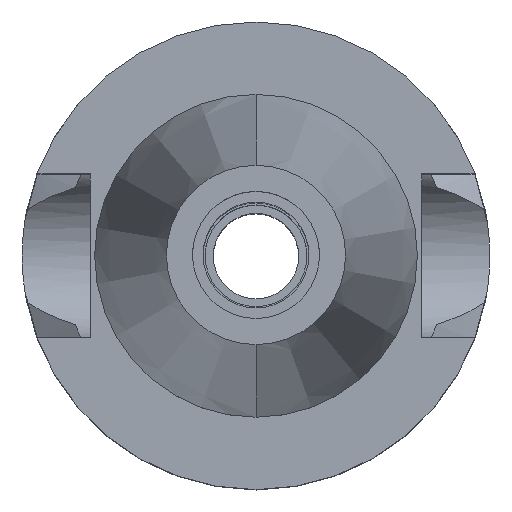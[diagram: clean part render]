
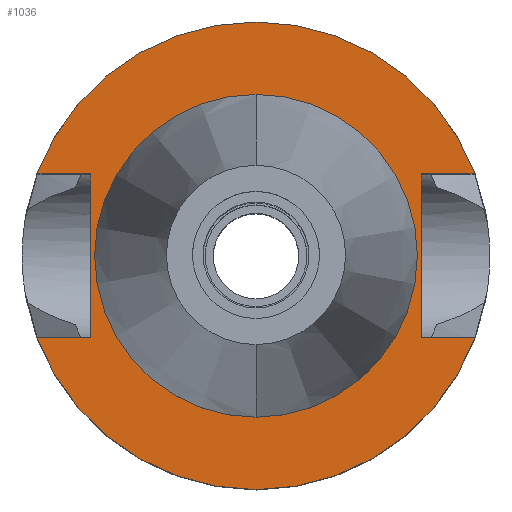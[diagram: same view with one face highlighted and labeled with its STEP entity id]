
A CAD part, top view. The second image highlights one B-rep face of the part: STEP entity #1036.
In plain terms, the highlighted planar face has unit normal (0, 0, 1).
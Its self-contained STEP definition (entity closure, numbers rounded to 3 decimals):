
#25 = CARTESIAN_POINT ( 'NONE',  ( 21.545, -8.05, -1. ) ) ;
#30 = LINE ( 'NONE', #1666, #2120 ) ;
#71 = CARTESIAN_POINT ( 'NONE',  ( 0., 0., -1. ) ) ;
#72 = EDGE_CURVE ( 'NONE', #751, #3018, #2436, .T. ) ;
#104 = VECTOR ( 'NONE', #1408, 1000. ) ;
#146 = CARTESIAN_POINT ( 'NONE',  ( -21.545, 8.05, -1. ) ) ;
#189 = CARTESIAN_POINT ( 'NONE',  ( 21.545, 8.05, -1. ) ) ;
#218 = EDGE_CURVE ( 'NONE', #2838, #255, #2495, .T. ) ;
#240 = VECTOR ( 'NONE', #1308, 1000. ) ;
#255 = VERTEX_POINT ( 'NONE', #1357 ) ;
#269 = EDGE_CURVE ( 'NONE', #1686, #3018, #1858, .T. ) ;
#297 = VECTOR ( 'NONE', #1091, 1000. ) ;
#323 = EDGE_CURVE ( 'NONE', #1509, #2852, #1474, .T. ) ;
#341 = DIRECTION ( 'NONE',  ( 0., 0., 1. ) ) ;
#342 = EDGE_CURVE ( 'NONE', #2696, #255, #30, .T. ) ;
#386 = AXIS2_PLACEMENT_3D ( 'NONE', #2604, #472, #1184 ) ;
#399 = EDGE_LOOP ( 'NONE', ( #2777, #2609 ) ) ;
#450 = CARTESIAN_POINT ( 'NONE',  ( -16.3, -8.05, -1. ) ) ;
#459 = DIRECTION ( 'NONE',  ( 0., 1., 0. ) ) ;
#472 = DIRECTION ( 'NONE',  ( 0., 0., 1. ) ) ;
#629 = CARTESIAN_POINT ( 'NONE',  ( 0., 0., -1. ) ) ;
#668 = DIRECTION ( 'NONE',  ( 0., 0., -1. ) ) ;
#670 = DIRECTION ( 'NONE',  ( -1., 0., 0. ) ) ;
#697 = CARTESIAN_POINT ( 'NONE',  ( 0., -15.875, -1. ) ) ;
#720 = CIRCLE ( 'NONE', #1216, 15.875 ) ;
#724 = CARTESIAN_POINT ( 'NONE',  ( 21.545, 8.05, -1. ) ) ;
#751 = VERTEX_POINT ( 'NONE', #146 ) ;
#789 = CIRCLE ( 'NONE', #1026, 23. ) ;
#806 = CARTESIAN_POINT ( 'NONE',  ( 16.3, 8.05, -1. ) ) ;
#918 = DIRECTION ( 'NONE',  ( 0., -1., 0. ) ) ;
#974 = VECTOR ( 'NONE', #1499, 1000. ) ;
#1026 = AXIS2_PLACEMENT_3D ( 'NONE', #1360, #2307, #2071 ) ;
#1034 = CARTESIAN_POINT ( 'NONE',  ( 0., 0., -1. ) ) ;
#1036 = ADVANCED_FACE ( 'NONE', ( #3030, #2888 ), #1842, .F. ) ;
#1091 = DIRECTION ( 'NONE',  ( 1., 0., 0. ) ) ;
#1170 = ORIENTED_EDGE ( 'NONE', *, *, #342, .T. ) ;
#1184 = DIRECTION ( 'NONE',  ( 0., -1., 0. ) ) ;
#1216 = AXIS2_PLACEMENT_3D ( 'NONE', #1034, #341, #1246 ) ;
#1246 = DIRECTION ( 'NONE',  ( 0., 1., 0. ) ) ;
#1308 = DIRECTION ( 'NONE',  ( 0., -1., 0. ) ) ;
#1310 = EDGE_CURVE ( 'NONE', #1411, #1686, #2774, .T. ) ;
#1322 = AXIS2_PLACEMENT_3D ( 'NONE', #629, #3041, #918 ) ;
#1357 = CARTESIAN_POINT ( 'NONE',  ( 16.3, -8.05, -1. ) ) ;
#1360 = CARTESIAN_POINT ( 'NONE',  ( 0., 0., -1. ) ) ;
#1386 = DIRECTION ( 'NONE',  ( 0., -1., 0. ) ) ;
#1408 = DIRECTION ( 'NONE',  ( -1., 0., 0. ) ) ;
#1411 = VERTEX_POINT ( 'NONE', #2756 ) ;
#1424 = VECTOR ( 'NONE', #459, 1000. ) ;
#1459 = EDGE_CURVE ( 'NONE', #2934, #2838, #1899, .T. ) ;
#1474 = CIRCLE ( 'NONE', #386, 15.875 ) ;
#1499 = DIRECTION ( 'NONE',  ( 1., 0., 0. ) ) ;
#1509 = VERTEX_POINT ( 'NONE', #697 ) ;
#1516 = CARTESIAN_POINT ( 'NONE',  ( 0., 15.875, -1. ) ) ;
#1575 = EDGE_LOOP ( 'NONE', ( #2557, #2236, #1170, #3005, #2889, #2226, #2836, #2522 ) ) ;
#1652 = CARTESIAN_POINT ( 'NONE',  ( -16.3, -8.05, -1. ) ) ;
#1666 = CARTESIAN_POINT ( 'NONE',  ( 21.545, -8.05, -1. ) ) ;
#1686 = VERTEX_POINT ( 'NONE', #450 ) ;
#1842 = PLANE ( 'NONE',  #2325 ) ;
#1858 = LINE ( 'NONE', #1652, #1424 ) ;
#1899 = LINE ( 'NONE', #724, #104 ) ;
#1919 = CIRCLE ( 'NONE', #1322, 23. ) ;
#2071 = DIRECTION ( 'NONE',  ( -0.937, 0.35, 0. ) ) ;
#2088 = EDGE_CURVE ( 'NONE', #751, #2934, #789, .T. ) ;
#2120 = VECTOR ( 'NONE', #670, 1000. ) ;
#2226 = ORIENTED_EDGE ( 'NONE', *, *, #2088, .F. ) ;
#2236 = ORIENTED_EDGE ( 'NONE', *, *, #2989, .F. ) ;
#2307 = DIRECTION ( 'NONE',  ( 0., 0., -1. ) ) ;
#2325 = AXIS2_PLACEMENT_3D ( 'NONE', #71, #668, #1386 ) ;
#2436 = LINE ( 'NONE', #2895, #974 ) ;
#2495 = LINE ( 'NONE', #2966, #240 ) ;
#2517 = CARTESIAN_POINT ( 'NONE',  ( -16.3, 8.05, -1. ) ) ;
#2522 = ORIENTED_EDGE ( 'NONE', *, *, #269, .F. ) ;
#2557 = ORIENTED_EDGE ( 'NONE', *, *, #1310, .F. ) ;
#2559 = CARTESIAN_POINT ( 'NONE',  ( -21.545, -8.05, -1. ) ) ;
#2604 = CARTESIAN_POINT ( 'NONE',  ( 0., 0., -1. ) ) ;
#2609 = ORIENTED_EDGE ( 'NONE', *, *, #323, .F. ) ;
#2696 = VERTEX_POINT ( 'NONE', #25 ) ;
#2756 = CARTESIAN_POINT ( 'NONE',  ( -21.545, -8.05, -1. ) ) ;
#2774 = LINE ( 'NONE', #2559, #297 ) ;
#2777 = ORIENTED_EDGE ( 'NONE', *, *, #2785, .F. ) ;
#2785 = EDGE_CURVE ( 'NONE', #2852, #1509, #720, .T. ) ;
#2836 = ORIENTED_EDGE ( 'NONE', *, *, #72, .T. ) ;
#2838 = VERTEX_POINT ( 'NONE', #806 ) ;
#2852 = VERTEX_POINT ( 'NONE', #1516 ) ;
#2888 = FACE_BOUND ( 'NONE', #399, .T. ) ;
#2889 = ORIENTED_EDGE ( 'NONE', *, *, #1459, .F. ) ;
#2895 = CARTESIAN_POINT ( 'NONE',  ( -21.545, 8.05, -1. ) ) ;
#2934 = VERTEX_POINT ( 'NONE', #189 ) ;
#2966 = CARTESIAN_POINT ( 'NONE',  ( 16.3, 8.05, -1. ) ) ;
#2989 = EDGE_CURVE ( 'NONE', #2696, #1411, #1919, .T. ) ;
#3005 = ORIENTED_EDGE ( 'NONE', *, *, #218, .F. ) ;
#3018 = VERTEX_POINT ( 'NONE', #2517 ) ;
#3030 = FACE_OUTER_BOUND ( 'NONE', #1575, .T. ) ;
#3041 = DIRECTION ( 'NONE',  ( 0., 0., -1. ) ) ;
